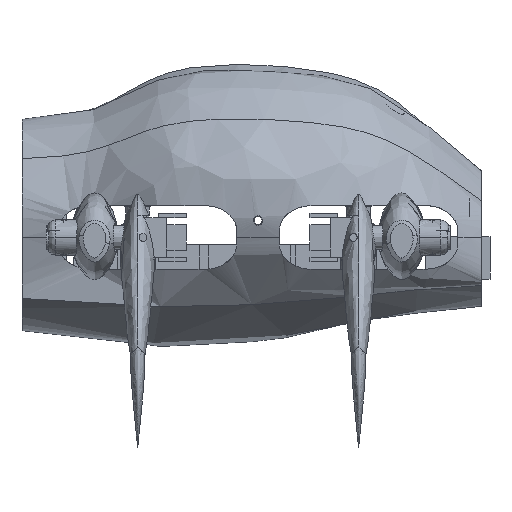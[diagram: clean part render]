
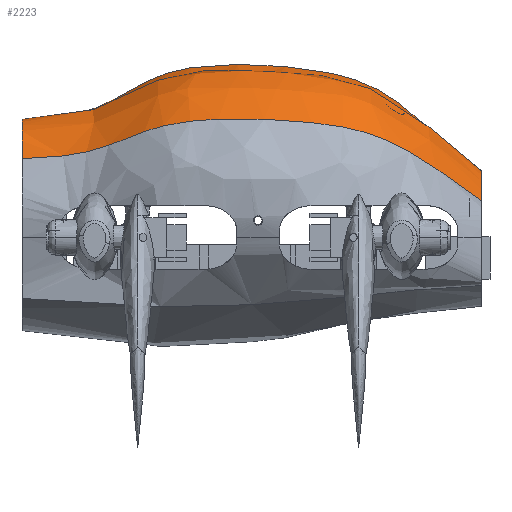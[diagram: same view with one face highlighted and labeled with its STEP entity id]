
A CAD part, left-side view. The second image highlights one B-rep face of the part: STEP entity #2223.
In plain terms, the highlighted free-form (B-spline) face has degree [3, 3] with [6, 10] control points.
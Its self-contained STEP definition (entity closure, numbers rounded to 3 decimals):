
#2223=ADVANCED_FACE('',(#3325),#18460,.T.);
#3325=FACE_OUTER_BOUND('',#4543,.T.);
#4543=EDGE_LOOP('',(#9644,#9645,#9646,#9647));
#9644=ORIENTED_EDGE('',*,*,#12569,.F.);
#9645=ORIENTED_EDGE('',*,*,#12570,.T.);
#9646=ORIENTED_EDGE('',*,*,#12571,.T.);
#9647=ORIENTED_EDGE('',*,*,#12574,.T.);
#12569=EDGE_CURVE('',#17212,#17211,#14511,.T.);
#12570=EDGE_CURVE('',#17212,#17208,#14512,.T.);
#12571=EDGE_CURVE('',#17208,#17207,#14513,.T.);
#12574=EDGE_CURVE('',#17207,#17211,#14516,.T.);
#14511=B_SPLINE_CURVE_WITH_KNOTS('',3,(#47694,#47695,#47696,#47697,#47698,
#47699),.UNSPECIFIED.,.F.,.F.,(4,1,1,4),(-48.913,-30.647,
-13.006,0.),.UNSPECIFIED.);
#14512=B_SPLINE_CURVE_WITH_KNOTS('',3,(#47700,#47701,#47702,#47703,#47704,
#47705,#47706,#47707,#47708,#47709),.UNSPECIFIED.,.F.,.F.,(4,1,1,1,1,1,
1,4),(0.,1.,2.,3.,4.,5.,6.,7.),.UNSPECIFIED.);
#14513=B_SPLINE_CURVE_WITH_KNOTS('',3,(#47710,#47711,#47712,#47713,#47714,
#47715),.UNSPECIFIED.,.F.,.F.,(4,1,1,4),(-48.913,-30.647,
-13.006,0.),.UNSPECIFIED.);
#14516=B_SPLINE_CURVE_WITH_KNOTS('',3,(#47726,#47727,#47728,#47729,#47730,
#47731,#47732,#47733,#47734,#47735,#47736,#47737,#47738),.UNSPECIFIED.,
 .F.,.F.,(4,3,1,1,1,1,1,1,4),(-7.,-6.289,-6.,-5.,-4.,-3.,-2.,
-1.,0.),.UNSPECIFIED.);
#17207=VERTEX_POINT('',#47356);
#17208=VERTEX_POINT('',#47357);
#17211=VERTEX_POINT('',#47360);
#17212=VERTEX_POINT('',#47361);
#18460=B_SPLINE_SURFACE_WITH_KNOTS('',3,3,((#46330,#46331,#46332,#46333,
#46334,#46335,#46336,#46337,#46338,#46339),(#46340,#46341,#46342,#46343,
#46344,#46345,#46346,#46347,#46348,#46349),(#46350,#46351,#46352,#46353,
#46354,#46355,#46356,#46357,#46358,#46359),(#46360,#46361,#46362,#46363,
#46364,#46365,#46366,#46367,#46368,#46369),(#46370,#46371,#46372,#46373,
#46374,#46375,#46376,#46377,#46378,#46379),(#46380,#46381,#46382,#46383,
#46384,#46385,#46386,#46387,#46388,#46389)),.UNSPECIFIED.,.F.,.F.,.F.,(4,
1,1,4),(4,1,1,1,1,1,1,4),(0.,13.006,30.647,48.913),
(0.,1.,2.,3.,4.,5.,6.,7.),.UNSPECIFIED.);
#46330=CARTESIAN_POINT('',(0.,57.004,37.398));
#46331=CARTESIAN_POINT('',(0.,50.94,37.681));
#46332=CARTESIAN_POINT('',(0.,38.386,38.794));
#46333=CARTESIAN_POINT('',(0.,23.355,50.136));
#46334=CARTESIAN_POINT('',(0.,5.036,52.048));
#46335=CARTESIAN_POINT('',(0.,-13.203,51.059));
#46336=CARTESIAN_POINT('',(0.,-31.365,47.592));
#46337=CARTESIAN_POINT('',(0.,-45.843,35.836));
#46338=CARTESIAN_POINT('',(0.,-54.48,26.841));
#46339=CARTESIAN_POINT('',(0.,-58.807,22.36));
#46340=CARTESIAN_POINT('',(-4.301,57.004,36.826));
#46341=CARTESIAN_POINT('',(-4.292,51.047,37.073));
#46342=CARTESIAN_POINT('',(-4.252,38.763,37.956));
#46343=CARTESIAN_POINT('',(-3.904,23.481,48.054));
#46344=CARTESIAN_POINT('',(-3.847,5.424,49.795));
#46345=CARTESIAN_POINT('',(-3.88,-12.349,48.959));
#46346=CARTESIAN_POINT('',(-4.007,-30.249,46.232));
#46347=CARTESIAN_POINT('',(-4.38,-45.282,35.98));
#46348=CARTESIAN_POINT('',(-4.637,-54.289,27.629));
#46349=CARTESIAN_POINT('',(-4.767,-58.807,23.5));
#46350=CARTESIAN_POINT('',(-14.598,57.004,35.603));
#46351=CARTESIAN_POINT('',(-14.598,51.196,35.793));
#46352=CARTESIAN_POINT('',(-14.588,39.289,36.328));
#46353=CARTESIAN_POINT('',(-14.629,23.658,44.43));
#46354=CARTESIAN_POINT('',(-14.641,5.965,45.888));
#46355=CARTESIAN_POINT('',(-14.644,-11.158,45.289));
#46356=CARTESIAN_POINT('',(-14.679,-28.694,43.672));
#46357=CARTESIAN_POINT('',(-14.665,-44.502,35.79));
#46358=CARTESIAN_POINT('',(-14.587,-54.024,28.545));
#46359=CARTESIAN_POINT('',(-14.552,-58.807,25.012));
#46360=CARTESIAN_POINT('',(-25.605,57.004,40.061));
#46361=CARTESIAN_POINT('',(-25.739,50.867,40.348));
#46362=CARTESIAN_POINT('',(-26.27,38.131,41.54));
#46363=CARTESIAN_POINT('',(-31.638,23.269,52.93));
#46364=CARTESIAN_POINT('',(-32.542,4.774,54.824));
#46365=CARTESIAN_POINT('',(-32.072,-13.78,53.801));
#46366=CARTESIAN_POINT('',(-30.417,-32.118,50.076));
#46367=CARTESIAN_POINT('',(-24.845,-46.221,38.125));
#46368=CARTESIAN_POINT('',(-20.601,-54.608,29.322));
#46369=CARTESIAN_POINT('',(-18.486,-58.807,24.916));
#46370=CARTESIAN_POINT('',(-32.695,57.004,32.902));
#46371=CARTESIAN_POINT('',(-32.875,50.908,33.137));
#46372=CARTESIAN_POINT('',(-33.581,38.275,34.089));
#46373=CARTESIAN_POINT('',(-40.76,23.318,43.463));
#46374=CARTESIAN_POINT('',(-41.97,4.922,45.032));
#46375=CARTESIAN_POINT('',(-41.343,-13.454,44.201));
#46376=CARTESIAN_POINT('',(-39.143,-31.692,41.23));
#46377=CARTESIAN_POINT('',(-31.698,-46.007,31.451));
#46378=CARTESIAN_POINT('',(-26.01,-54.535,24.117));
#46379=CARTESIAN_POINT('',(-23.176,-58.807,20.454));
#46380=CARTESIAN_POINT('',(-35.553,57.004,27.845));
#46381=CARTESIAN_POINT('',(-35.753,50.94,28.045));
#46382=CARTESIAN_POINT('',(-36.541,38.386,28.833));
#46383=CARTESIAN_POINT('',(-44.561,23.355,36.853));
#46384=CARTESIAN_POINT('',(-45.912,5.036,38.204));
#46385=CARTESIAN_POINT('',(-45.213,-13.203,37.505));
#46386=CARTESIAN_POINT('',(-42.762,-31.365,35.054));
#46387=CARTESIAN_POINT('',(-34.449,-45.843,26.741));
#46388=CARTESIAN_POINT('',(-28.089,-54.48,20.381));
#46389=CARTESIAN_POINT('',(-24.92,-58.807,17.212));
#47356=CARTESIAN_POINT('',(0.,-58.807,22.36));
#47357=CARTESIAN_POINT('',(-24.92,-58.807,17.212));
#47360=CARTESIAN_POINT('',(0.,57.004,37.398));
#47361=CARTESIAN_POINT('',(-35.553,57.004,27.845));
#47694=CARTESIAN_POINT('',(-35.553,57.004,27.845));
#47695=CARTESIAN_POINT('',(-32.695,57.004,32.902));
#47696=CARTESIAN_POINT('',(-25.605,57.004,40.061));
#47697=CARTESIAN_POINT('',(-14.598,57.004,35.603));
#47698=CARTESIAN_POINT('',(-4.301,57.004,36.826));
#47699=CARTESIAN_POINT('',(0.,57.004,37.398));
#47700=CARTESIAN_POINT('',(-35.553,57.004,27.845));
#47701=CARTESIAN_POINT('',(-35.753,50.94,28.045));
#47702=CARTESIAN_POINT('',(-36.541,38.386,28.833));
#47703=CARTESIAN_POINT('',(-44.561,23.355,36.853));
#47704=CARTESIAN_POINT('',(-45.912,5.036,38.204));
#47705=CARTESIAN_POINT('',(-45.213,-13.203,37.505));
#47706=CARTESIAN_POINT('',(-42.762,-31.365,35.054));
#47707=CARTESIAN_POINT('',(-34.449,-45.843,26.741));
#47708=CARTESIAN_POINT('',(-28.089,-54.48,20.381));
#47709=CARTESIAN_POINT('',(-24.92,-58.807,17.212));
#47710=CARTESIAN_POINT('',(-24.92,-58.807,17.212));
#47711=CARTESIAN_POINT('',(-23.176,-58.807,20.454));
#47712=CARTESIAN_POINT('',(-18.486,-58.807,24.916));
#47713=CARTESIAN_POINT('',(-14.552,-58.807,25.012));
#47714=CARTESIAN_POINT('',(-4.767,-58.807,23.5));
#47715=CARTESIAN_POINT('',(0.,-58.807,22.36));
#47726=CARTESIAN_POINT('',(0.,-58.807,22.36));
#47727=CARTESIAN_POINT('',(0.,-55.73,25.547));
#47728=CARTESIAN_POINT('',(0.,-52.657,28.741));
#47729=CARTESIAN_POINT('',(0.,-49.494,31.835));
#47730=CARTESIAN_POINT('',(0.,-48.21,33.091));
#47731=CARTESIAN_POINT('',(0.,-42.411,38.623));
#47732=CARTESIAN_POINT('',(0.,-31.365,47.592));
#47733=CARTESIAN_POINT('',(0.,-13.203,51.059));
#47734=CARTESIAN_POINT('',(0.,5.036,52.048));
#47735=CARTESIAN_POINT('',(0.,23.355,50.136));
#47736=CARTESIAN_POINT('',(0.,38.386,38.794));
#47737=CARTESIAN_POINT('',(0.,50.94,37.681));
#47738=CARTESIAN_POINT('',(0.,57.004,37.398));
